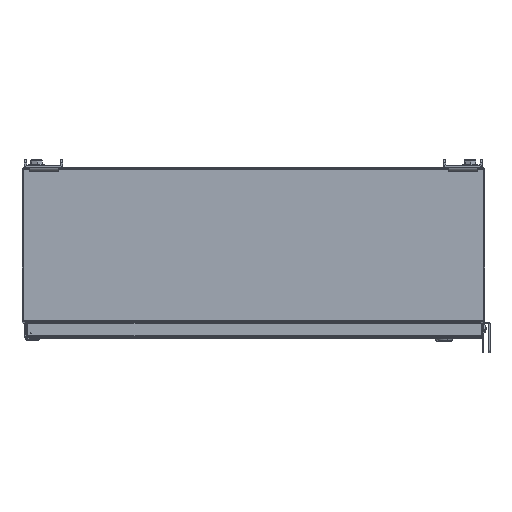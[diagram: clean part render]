
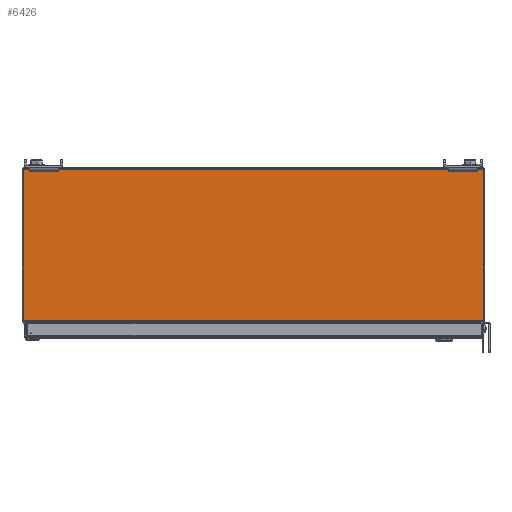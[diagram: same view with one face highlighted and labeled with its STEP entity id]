
A CAD part, top view. The second image highlights one B-rep face of the part: STEP entity #6426.
In plain terms, the highlighted planar face has unit normal (0, 0, 1).
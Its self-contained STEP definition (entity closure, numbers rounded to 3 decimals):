
#6426 = ADVANCED_FACE( '', ( #14043 ), #14044, .F. );
#14043 = FACE_OUTER_BOUND( '', #35728, .T. );
#14044 = PLANE( '', #35729 );
#35728 = EDGE_LOOP( '', ( #72915, #72916, #72917, #72918 ) );
#35729 = AXIS2_PLACEMENT_3D( '', #72919, #72920, #72921 );
#72915 = ORIENTED_EDGE( '', *, *, #92389, .T. );
#72916 = ORIENTED_EDGE( '', *, *, #94559, .T. );
#72917 = ORIENTED_EDGE( '', *, *, #94560, .F. );
#72918 = ORIENTED_EDGE( '', *, *, #91460, .T. );
#72919 = CARTESIAN_POINT( '', ( 2120.748, 0., 457.2 ) );
#72920 = DIRECTION( '', ( 0., 0., -1. ) );
#72921 = DIRECTION( '', ( 0., 1., 0. ) );
#91460 = EDGE_CURVE( '', #102632, #102630, #102633, .T. );
#92389 = EDGE_CURVE( '', #102630, #104208, #104210, .T. );
#94559 = EDGE_CURVE( '', #104208, #107382, #107383, .T. );
#94560 = EDGE_CURVE( '', #102632, #107382, #107384, .T. );
#102630 = VERTEX_POINT( '', #122797 );
#102632 = VERTEX_POINT( '', #122808 );
#102633 = LINE( '', #122809, #122810 );
#104208 = VERTEX_POINT( '', #127893 );
#104210 = LINE( '', #127895, #127896 );
#107382 = VERTEX_POINT( '', #136616 );
#107383 = LINE( '', #136617, #136618 );
#107384 = LINE( '', #136619, #136620 );
#122797 = CARTESIAN_POINT( '', ( -303.273, -2.337, 457.2 ) );
#122808 = CARTESIAN_POINT( '', ( 303.273, -2.337, 457.2 ) );
#122809 = CARTESIAN_POINT( '', ( 2120.748, -2.337, 457.2 ) );
#122810 = VECTOR( '', #148128, 1000. );
#127893 = CARTESIAN_POINT( '', ( -303.273, -200.863, 457.2 ) );
#127895 = CARTESIAN_POINT( '', ( -303.273, -2.337, 457.2 ) );
#127896 = VECTOR( '', #148613, 1000. );
#136616 = CARTESIAN_POINT( '', ( 303.273, -200.863, 457.2 ) );
#136617 = CARTESIAN_POINT( '', ( -303.273, -200.863, 457.2 ) );
#136618 = VECTOR( '', #149884, 1000. );
#136619 = CARTESIAN_POINT( '', ( 303.273, -2.337, 457.2 ) );
#136620 = VECTOR( '', #149885, 1000. );
#148128 = DIRECTION( '', ( -1., 0., 0. ) );
#148613 = DIRECTION( '', ( 0., -1., 0. ) );
#149884 = DIRECTION( '', ( 1., 0., 0. ) );
#149885 = DIRECTION( '', ( 0., -1., 0. ) );
